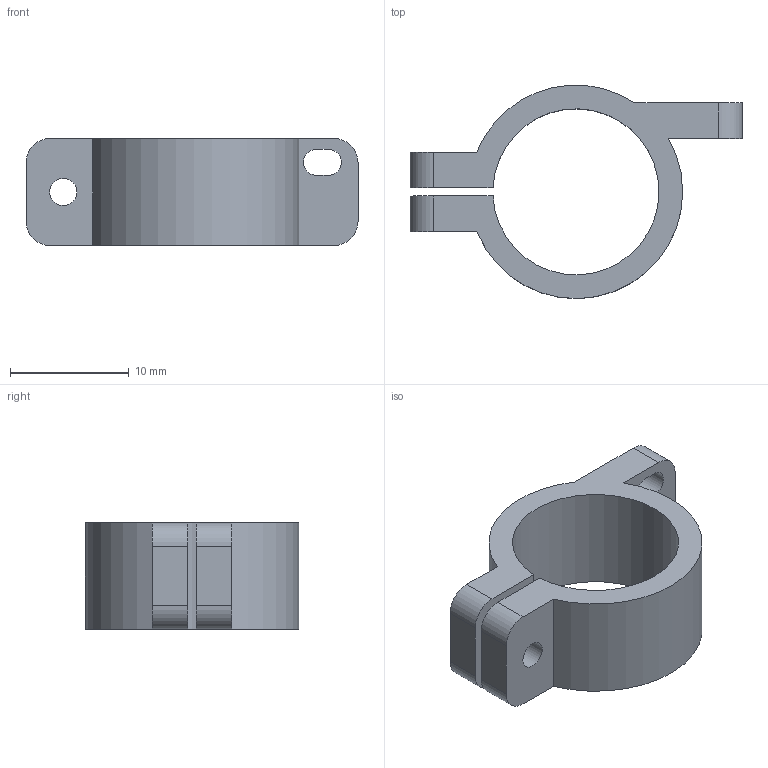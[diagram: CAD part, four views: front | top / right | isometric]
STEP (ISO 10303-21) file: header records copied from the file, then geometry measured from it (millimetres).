
FILE_DESCRIPTION(/* description */ (''),/* implementation_level */ '2;1');
FILE_NAME(/* name */ 'UA-09_ElbowServoBracketLeft.step',/* time_stamp */ '2026-02-13T13:54:38+01:00',/* author */ (''),/* organization */ (''),/* preprocessor_version */ 'ST-DEVELOPER v20.1',/* originating_system */ 'Autodesk Translation Framework v14.24.0.0',/* authorisation */ '');
FILE_SCHEMA (('AUTOMOTIVE_DESIGN { 1 0 10303 214 3 1 1 }'));
Length unit declared in the file: millimetre
Products named in the file (1): UA-09_ElbowServoBracketLeft
Bounding box: 27.99 x 17.98 x 9 mm (x, y, z)
Volume: 1305.6 mm3; surface area: 1572.8 mm2
Topology: 1 solids, 1 shells, 33 faces, 90 edges, 60 vertices
Faces by surface type: plane 20, cylinder 13
Full cylindrical faces by diameter (mm): 2.3 x2
Entity records: 1102 total; most frequent: DIRECTION 184, CARTESIAN_POINT 184, ORIENTED_EDGE 180, EDGE_CURVE 90, LINE 64, VECTOR 64, VERTEX_POINT 60, AXIS2_PLACEMENT_3D 60
